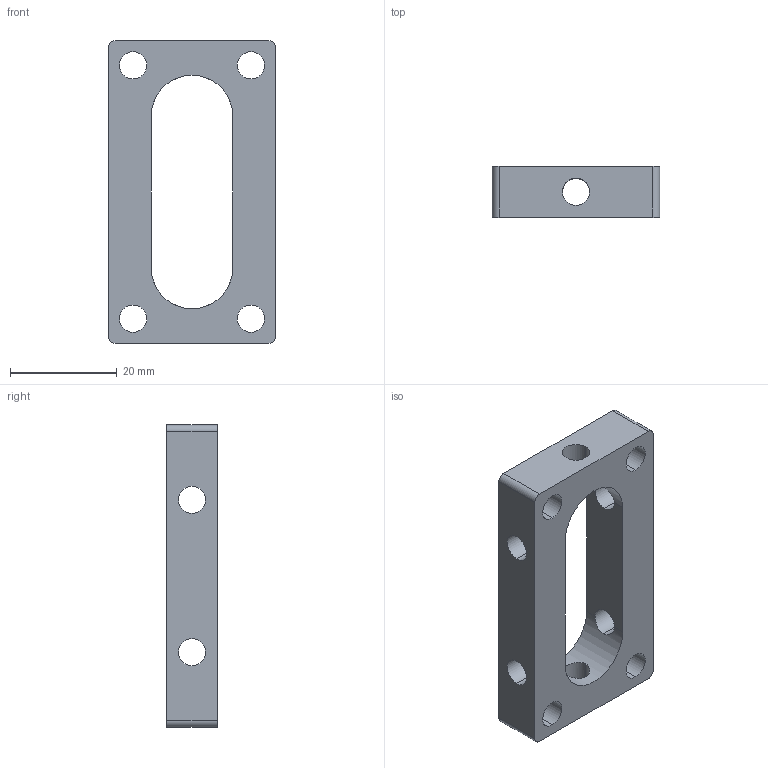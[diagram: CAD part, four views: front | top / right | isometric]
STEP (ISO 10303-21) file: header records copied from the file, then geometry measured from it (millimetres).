
FILE_DESCRIPTION (( 'STEP AP203' ), '1' );
FILE_NAME ('545484.STEP', '2014-07-11T16:43:40', ( 'Kyle' ), ( 'Microsoft' ), 'SwSTEP 2.0', 'SolidWorks 2014', '' );
FILE_SCHEMA (( 'CONFIG_CONTROL_DESIGN' ));
Length unit declared in the file: inch
Products named in the file (1): 545484
Bounding box: 31.37 x 9.53 x 56.77 mm (x, y, z)
Volume: 9348.9 mm3; surface area: 5921.3 mm2
Topology: 1 solids, 1 shells, 35 faces, 114 edges, 76 vertices
Faces by surface type: cylinder 27, plane 8
Entity records: 1623 total; most frequent: CARTESIAN_POINT 476, ORIENTED_EDGE 228, DIRECTION 222, EDGE_CURVE 114, AXIS2_PLACEMENT_3D 86, VERTEX_POINT 76, EDGE_LOOP 52, VECTOR 50
